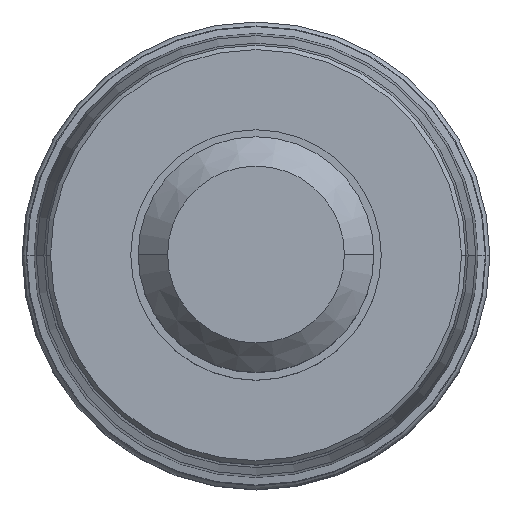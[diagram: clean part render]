
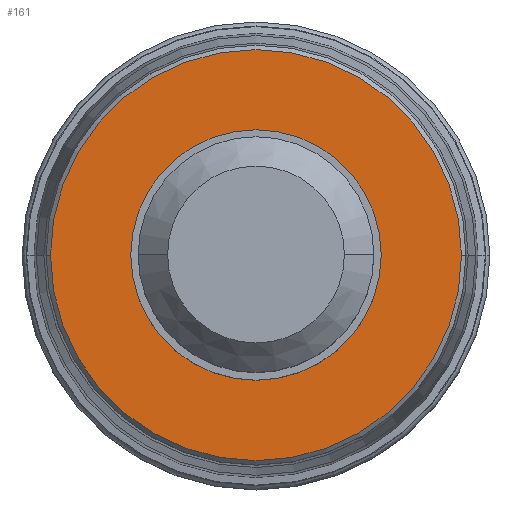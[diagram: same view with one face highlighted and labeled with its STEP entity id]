
A CAD part, top view. The second image highlights one B-rep face of the part: STEP entity #161.
In plain terms, the highlighted planar face has unit normal (0, 0, 1).
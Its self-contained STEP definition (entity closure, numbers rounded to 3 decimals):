
#28=PLANE('',#1435);
#33=FACE_BOUND('',#328,.T.);
#34=FACE_BOUND('',#329,.T.);
#161=ADVANCED_FACE('',(#33,#34),#28,.F.);
#328=EDGE_LOOP('',(#548,#549,#550,#551));
#329=EDGE_LOOP('',(#552,#553));
#548=ORIENTED_EDGE('',*,*,#902,.T.);
#549=ORIENTED_EDGE('',*,*,#906,.T.);
#550=ORIENTED_EDGE('',*,*,#905,.T.);
#551=ORIENTED_EDGE('',*,*,#903,.T.);
#552=ORIENTED_EDGE('',*,*,#907,.T.);
#553=ORIENTED_EDGE('',*,*,#908,.T.);
#761=VERTEX_POINT('',#4540);
#762=VERTEX_POINT('',#4542);
#763=VERTEX_POINT('',#4544);
#764=VERTEX_POINT('',#4548);
#765=VERTEX_POINT('',#4552);
#766=VERTEX_POINT('',#4553);
#902=EDGE_CURVE('',#762,#761,#1087,.T.);
#903=EDGE_CURVE('',#763,#762,#1088,.T.);
#905=EDGE_CURVE('',#764,#763,#1089,.T.);
#906=EDGE_CURVE('',#761,#764,#1090,.T.);
#907=EDGE_CURVE('',#765,#766,#1091,.T.);
#908=EDGE_CURVE('',#766,#765,#1092,.T.);
#1087=CIRCLE('',#1427,13.95);
#1088=CIRCLE('',#1428,13.95);
#1089=CIRCLE('',#1430,13.95);
#1090=CIRCLE('',#1431,13.95);
#1091=CIRCLE('',#1433,8.5);
#1092=CIRCLE('',#1434,8.5);
#1427=AXIS2_PLACEMENT_3D('',#4541,#1752,#1753);
#1428=AXIS2_PLACEMENT_3D('',#4543,#1754,#1755);
#1430=AXIS2_PLACEMENT_3D('',#4547,#1759,#1760);
#1431=AXIS2_PLACEMENT_3D('',#4549,#1761,#1762);
#1433=AXIS2_PLACEMENT_3D('',#4551,#1765,#1766);
#1434=AXIS2_PLACEMENT_3D('',#4554,#1767,#1768);
#1435=AXIS2_PLACEMENT_3D('',#4555,#1769,#1770);
#1752=DIRECTION('',(0.,0.,1.));
#1753=DIRECTION('',(0.,1.,0.));
#1754=DIRECTION('',(0.,0.,1.));
#1755=DIRECTION('',(1.,0.,0.));
#1759=DIRECTION('',(0.,0.,1.));
#1760=DIRECTION('',(0.,-1.,0.));
#1761=DIRECTION('',(0.,0.,1.));
#1762=DIRECTION('',(-1.,0.,0.));
#1765=DIRECTION('',(0.,0.,-1.));
#1766=DIRECTION('',(-1.,0.,0.));
#1767=DIRECTION('',(0.,0.,-1.));
#1768=DIRECTION('',(1.,0.,0.));
#1769=DIRECTION('',(0.,0.,-1.));
#1770=DIRECTION('',(1.,0.,0.));
#4540=CARTESIAN_POINT('',(-13.95,0.,0.));
#4541=CARTESIAN_POINT('',(0.,0.,0.));
#4542=CARTESIAN_POINT('',(0.,13.95,0.));
#4543=CARTESIAN_POINT('',(0.,0.,0.));
#4544=CARTESIAN_POINT('',(13.95,0.,0.));
#4547=CARTESIAN_POINT('',(0.,0.,0.));
#4548=CARTESIAN_POINT('',(0.,-13.95,0.));
#4549=CARTESIAN_POINT('',(0.,0.,0.));
#4551=CARTESIAN_POINT('',(0.,0.,0.));
#4552=CARTESIAN_POINT('',(-8.5,0.,0.));
#4553=CARTESIAN_POINT('',(8.5,0.,0.));
#4554=CARTESIAN_POINT('',(0.,0.,0.));
#4555=CARTESIAN_POINT('',(0.,0.,0.));
